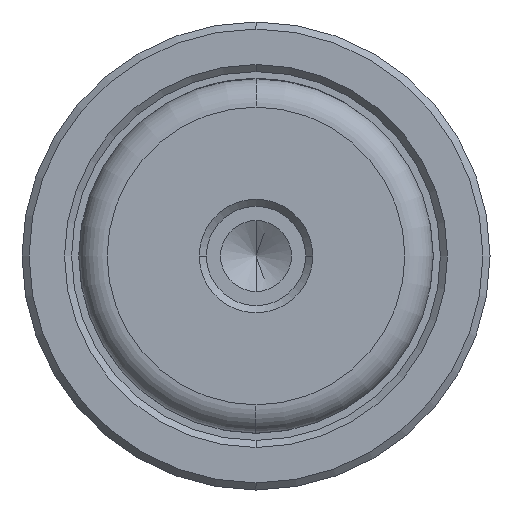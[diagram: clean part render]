
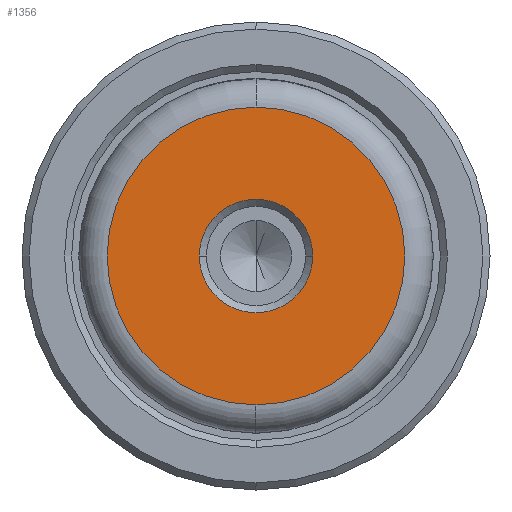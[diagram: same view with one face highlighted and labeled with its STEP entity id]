
A CAD part, left-side view. The second image highlights one B-rep face of the part: STEP entity #1356.
In plain terms, the highlighted planar face has unit normal (-1, 0, 0).
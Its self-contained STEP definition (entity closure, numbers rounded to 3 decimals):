
#24 = DIRECTION ( 'NONE',  ( 0., 0., 1. ) ) ;
#54 = EDGE_CURVE ( 'NONE', #2260, #2467, #770, .T. ) ;
#59 = CIRCLE ( 'NONE', #254, 4. ) ;
#197 = DIRECTION ( 'NONE',  ( -1., 0., 0. ) ) ;
#213 = VERTEX_POINT ( 'NONE', #2301 ) ;
#223 = ORIENTED_EDGE ( 'NONE', *, *, #693, .T. ) ;
#233 = VERTEX_POINT ( 'NONE', #1826 ) ;
#254 = AXIS2_PLACEMENT_3D ( 'NONE', #1883, #730, #2082 ) ;
#281 = EDGE_LOOP ( 'NONE', ( #324, #1083 ) ) ;
#324 = ORIENTED_EDGE ( 'NONE', *, *, #1589, .T. ) ;
#354 = AXIS2_PLACEMENT_3D ( 'NONE', #1562, #407, #1752 ) ;
#407 = DIRECTION ( 'NONE',  ( 1., 0., 0. ) ) ;
#505 = CIRCLE ( 'NONE', #1162, 10.497 ) ;
#693 = EDGE_CURVE ( 'NONE', #213, #233, #1875, .T. ) ;
#730 = DIRECTION ( 'NONE',  ( 1., 0., 0. ) ) ;
#770 = CIRCLE ( 'NONE', #354, 4. ) ;
#812 = CARTESIAN_POINT ( 'NONE',  ( 0., 0., 0. ) ) ;
#997 = DIRECTION ( 'NONE',  ( 0., 0., 1. ) ) ;
#1083 = ORIENTED_EDGE ( 'NONE', *, *, #54, .T. ) ;
#1139 = CARTESIAN_POINT ( 'NONE',  ( 0., 0., 0. ) ) ;
#1162 = AXIS2_PLACEMENT_3D ( 'NONE', #2315, #1166, #24 ) ;
#1166 = DIRECTION ( 'NONE',  ( -1., 0., 0. ) ) ;
#1314 = EDGE_LOOP ( 'NONE', ( #1474, #223 ) ) ;
#1338 = PLANE ( 'NONE',  #1362 ) ;
#1356 = ADVANCED_FACE ( 'NONE', ( #1897, #2402 ), #1338, .T. ) ;
#1362 = AXIS2_PLACEMENT_3D ( 'NONE', #1139, #197, #1530 ) ;
#1474 = ORIENTED_EDGE ( 'NONE', *, *, #2208, .T. ) ;
#1530 = DIRECTION ( 'NONE',  ( 0., 0., 1. ) ) ;
#1562 = CARTESIAN_POINT ( 'NONE',  ( 0., 0., 0. ) ) ;
#1566 = CARTESIAN_POINT ( 'NONE',  ( 0., 4., 0. ) ) ;
#1589 = EDGE_CURVE ( 'NONE', #2467, #2260, #59, .T. ) ;
#1752 = DIRECTION ( 'NONE',  ( 0., 0., 1. ) ) ;
#1757 = AXIS2_PLACEMENT_3D ( 'NONE', #812, #2153, #997 ) ;
#1826 = CARTESIAN_POINT ( 'NONE',  ( 0., 0., 10.497 ) ) ;
#1875 = CIRCLE ( 'NONE', #1757, 10.497 ) ;
#1883 = CARTESIAN_POINT ( 'NONE',  ( 0., 0., 0. ) ) ;
#1897 = FACE_BOUND ( 'NONE', #281, .T. ) ;
#2082 = DIRECTION ( 'NONE',  ( 0., 0., 1. ) ) ;
#2153 = DIRECTION ( 'NONE',  ( -1., 0., 0. ) ) ;
#2208 = EDGE_CURVE ( 'NONE', #233, #213, #505, .T. ) ;
#2260 = VERTEX_POINT ( 'NONE', #1566 ) ;
#2284 = CARTESIAN_POINT ( 'NONE',  ( 0., -4., 0. ) ) ;
#2301 = CARTESIAN_POINT ( 'NONE',  ( 0., 0., -10.497 ) ) ;
#2315 = CARTESIAN_POINT ( 'NONE',  ( 0., 0., 0. ) ) ;
#2402 = FACE_OUTER_BOUND ( 'NONE', #1314, .T. ) ;
#2467 = VERTEX_POINT ( 'NONE', #2284 ) ;
